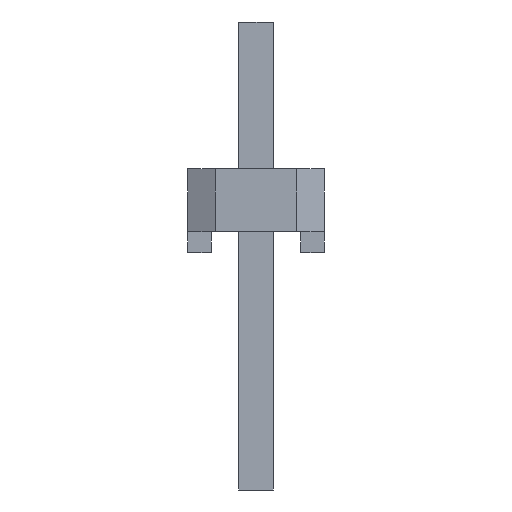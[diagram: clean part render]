
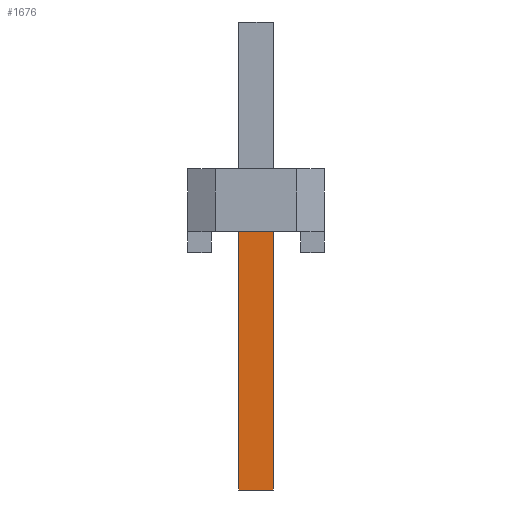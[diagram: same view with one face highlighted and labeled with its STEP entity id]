
A CAD part, left-side view. The second image highlights one B-rep face of the part: STEP entity #1676.
In plain terms, the highlighted planar face has unit normal (-1, 0, 0).
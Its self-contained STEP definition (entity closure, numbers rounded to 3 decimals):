
#152 = VERTEX_POINT('',#153);
#153 = CARTESIAN_POINT('',(-6.668,-0.318,-4.305));
#159 = EDGE_CURVE('',#152,#160,#162,.T.);
#160 = VERTEX_POINT('',#161);
#161 = CARTESIAN_POINT('',(-6.668,0.318,-4.305));
#162 = LINE('',#163,#164);
#163 = CARTESIAN_POINT('',(-6.668,-0.318,-4.305));
#164 = VECTOR('',#165,1.);
#165 = DIRECTION('',(0.,1.,0.));
#270 = EDGE_CURVE('',#271,#160,#273,.T.);
#271 = VERTEX_POINT('',#272);
#272 = CARTESIAN_POINT('',(-6.668,0.318,0.776));
#273 = LINE('',#274,#275);
#274 = CARTESIAN_POINT('',(-6.668,0.318,4.205));
#275 = VECTOR('',#276,1.);
#276 = DIRECTION('',(0.,0.,-1.));
#335 = VERTEX_POINT('',#336);
#336 = CARTESIAN_POINT('',(-6.668,-0.318,0.776));
#349 = EDGE_CURVE('',#271,#335,#350,.T.);
#350 = LINE('',#351,#352);
#351 = CARTESIAN_POINT('',(-6.668,-0.318,0.776));
#352 = VECTOR('',#353,1.);
#353 = DIRECTION('',(0.,-1.,0.));
#1596 = EDGE_CURVE('',#335,#152,#1597,.T.);
#1597 = LINE('',#1598,#1599);
#1598 = CARTESIAN_POINT('',(-6.668,-0.318,4.205));
#1599 = VECTOR('',#1600,1.);
#1600 = DIRECTION('',(0.,0.,-1.));
#1676 = ADVANCED_FACE('',(#1677),#1683,.F.);
#1677 = FACE_BOUND('',#1678,.T.);
#1678 = EDGE_LOOP('',(#1679,#1680,#1681,#1682));
#1679 = ORIENTED_EDGE('',*,*,#349,.F.);
#1680 = ORIENTED_EDGE('',*,*,#270,.T.);
#1681 = ORIENTED_EDGE('',*,*,#159,.F.);
#1682 = ORIENTED_EDGE('',*,*,#1596,.F.);
#1683 = PLANE('',#1684);
#1684 = AXIS2_PLACEMENT_3D('',#1685,#1686,#1687);
#1685 = CARTESIAN_POINT('',(-6.668,-0.318,4.205));
#1686 = DIRECTION('',(1.,0.,0.));
#1687 = DIRECTION('',(0.,1.,0.));
